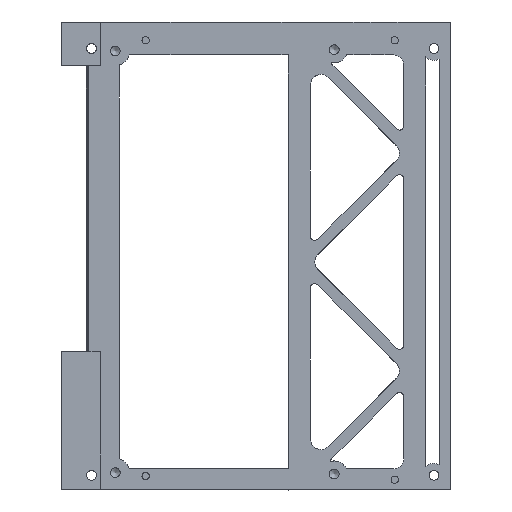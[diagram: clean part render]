
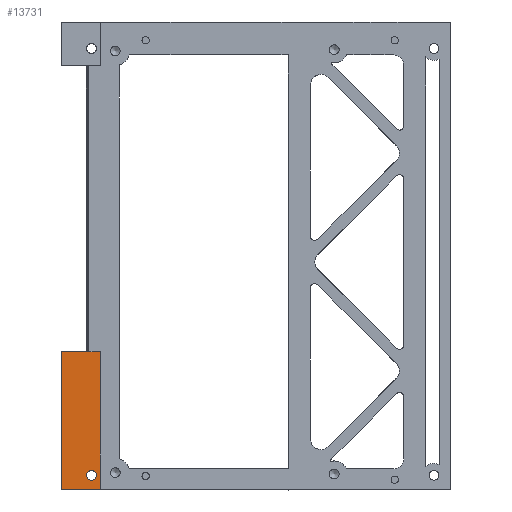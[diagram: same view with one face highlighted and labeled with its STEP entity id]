
A CAD part, front view. The second image highlights one B-rep face of the part: STEP entity #13731.
In plain terms, the highlighted planar face has unit normal (0, -1, 0).
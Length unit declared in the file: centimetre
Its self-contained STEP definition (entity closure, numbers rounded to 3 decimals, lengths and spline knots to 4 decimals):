
#96=CIRCLE('',#14001,0.1334);
#460=FACE_BOUND('',#2490,.T.);
#1651=FACE_OUTER_BOUND('',#2489,.T.);
#2489=EDGE_LOOP('',(#12565,#12566,#12567,#12568,#12569,#12570));
#2490=EDGE_LOOP('',(#12571));
#3475=LINE('',#28826,#4467);
#3478=LINE('',#28833,#4470);
#3493=LINE('',#28867,#4485);
#3494=LINE('',#28869,#4486);
#3495=LINE('',#28871,#4487);
#3496=LINE('',#28872,#4488);
#4467=VECTOR('',#16538,1.);
#4470=VECTOR('',#16545,1.);
#4485=VECTOR('',#16582,1.);
#4486=VECTOR('',#16583,1.);
#4487=VECTOR('',#16584,1.);
#4488=VECTOR('',#16585,1.);
#6373=VERTEX_POINT('',#26960);
#6623=VERTEX_POINT('',#28824);
#6624=VERTEX_POINT('',#28825);
#6626=VERTEX_POINT('',#28832);
#6634=VERTEX_POINT('',#28866);
#6635=VERTEX_POINT('',#28868);
#6636=VERTEX_POINT('',#28870);
#8216=EDGE_CURVE('',#6373,#6373,#96,.T.);
#8624=EDGE_CURVE('',#6623,#6624,#3475,.T.);
#8628=EDGE_CURVE('',#6623,#6626,#3478,.T.);
#8647=EDGE_CURVE('',#6626,#6634,#3493,.T.);
#8648=EDGE_CURVE('',#6635,#6624,#3494,.T.);
#8649=EDGE_CURVE('',#6636,#6635,#3495,.T.);
#8650=EDGE_CURVE('',#6636,#6634,#3496,.T.);
#12565=ORIENTED_EDGE('',*,*,#8647,.F.);
#12566=ORIENTED_EDGE('',*,*,#8628,.F.);
#12567=ORIENTED_EDGE('',*,*,#8624,.T.);
#12568=ORIENTED_EDGE('',*,*,#8648,.F.);
#12569=ORIENTED_EDGE('',*,*,#8649,.F.);
#12570=ORIENTED_EDGE('',*,*,#8650,.T.);
#12571=ORIENTED_EDGE('',*,*,#8216,.F.);
#12961=PLANE('',#14379);
#13731=ADVANCED_FACE('',(#1651,#460),#12961,.T.);
#14001=AXIS2_PLACEMENT_3D('',#26961,#15639,#15640);
#14379=AXIS2_PLACEMENT_3D('',#28865,#16580,#16581);
#15639=DIRECTION('center_axis',(0.,-1.,0.));
#15640=DIRECTION('ref_axis',(0.,0.,1.));
#16538=DIRECTION('',(0.,0.,-1.));
#16545=DIRECTION('',(1.,0.,0.));
#16580=DIRECTION('center_axis',(0.,-1.,0.));
#16581=DIRECTION('ref_axis',(1.,0.,0.));
#16582=DIRECTION('',(1.,0.,0.));
#16583=DIRECTION('',(-1.,0.,0.));
#16584=DIRECTION('',(0.,0.,-1.));
#16585=DIRECTION('',(0.,0.,1.));
#26960=CARTESIAN_POINT('',(-4.8099,0.3,-5.6766));
#26961=CARTESIAN_POINT('Origin',(-4.6766,0.3,-5.6766));
#28824=CARTESIAN_POINT('',(-5.5,0.3,-2.3));
#28825=CARTESIAN_POINT('',(-5.5,0.3,-6.0786));
#28826=CARTESIAN_POINT('',(-5.5,0.3,-6.));
#28832=CARTESIAN_POINT('',(-4.8146,0.3,-2.3));
#28833=CARTESIAN_POINT('',(-4.7116,0.3,-2.3));
#28865=CARTESIAN_POINT('Origin',(-5.,0.3,-4.15));
#28866=CARTESIAN_POINT('',(-4.4349,0.3,-2.3));
#28867=CARTESIAN_POINT('',(-4.5,0.3,-2.3));
#28868=CARTESIAN_POINT('',(-4.4349,0.3,-6.0786));
#28869=CARTESIAN_POINT('',(-2.2486,0.3,-6.0786));
#28870=CARTESIAN_POINT('',(-4.4349,0.3,-6.));
#28871=CARTESIAN_POINT('',(-4.4349,0.3,-6.));
#28872=CARTESIAN_POINT('',(-4.4349,0.3,-6.));
